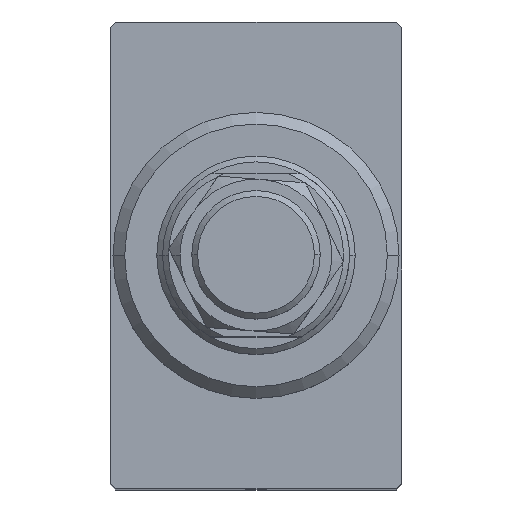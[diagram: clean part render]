
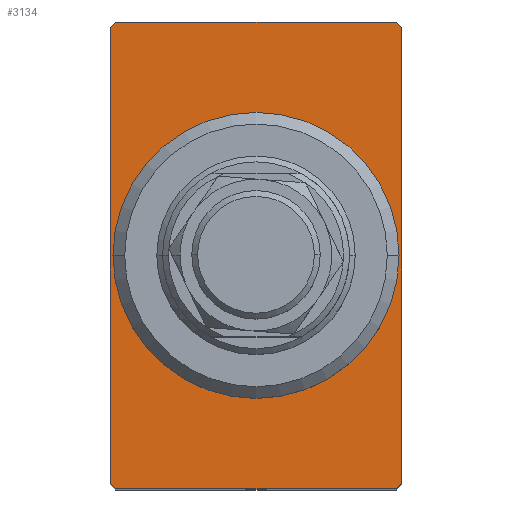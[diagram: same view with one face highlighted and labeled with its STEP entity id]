
A CAD part, top view. The second image highlights one B-rep face of the part: STEP entity #3134.
In plain terms, the highlighted planar face has unit normal (0, 0, 1).
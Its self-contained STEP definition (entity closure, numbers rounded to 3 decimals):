
#52 = VECTOR ( 'NONE', #3697, 1000. ) ;
#105 = VECTOR ( 'NONE', #4929, 1000. ) ;
#141 = VECTOR ( 'NONE', #1981, 1000. ) ;
#353 = EDGE_CURVE ( 'NONE', #3432, #2730, #5247, .T. ) ;
#355 = CARTESIAN_POINT ( 'NONE',  ( -12.5, -20., 50. ) ) ;
#649 = FACE_OUTER_BOUND ( 'NONE', #2177, .T. ) ;
#672 = CARTESIAN_POINT ( 'NONE',  ( 0., 0., 50. ) ) ;
#712 = LINE ( 'NONE', #1896, #2788 ) ;
#739 = EDGE_CURVE ( 'NONE', #1721, #3432, #2295, .T. ) ;
#889 = VERTEX_POINT ( 'NONE', #3009 ) ;
#935 = CARTESIAN_POINT ( 'NONE',  ( -16., -16., 50. ) ) ;
#1113 = EDGE_CURVE ( 'NONE', #2607, #2078, #712, .T. ) ;
#1232 = CARTESIAN_POINT ( 'NONE',  ( -12.5, -19.5, 50. ) ) ;
#1237 = LINE ( 'NONE', #355, #141 ) ;
#1268 = VECTOR ( 'NONE', #3872, 1000. ) ;
#1490 = DIRECTION ( 'NONE',  ( 0., 0., 1. ) ) ;
#1597 = VERTEX_POINT ( 'NONE', #3645 ) ;
#1721 = VERTEX_POINT ( 'NONE', #3702 ) ;
#1856 = ORIENTED_EDGE ( 'NONE', *, *, #5088, .T. ) ;
#1896 = CARTESIAN_POINT ( 'NONE',  ( -12.5, 20., 50. ) ) ;
#1921 = ORIENTED_EDGE ( 'NONE', *, *, #1113, .T. ) ;
#1981 = DIRECTION ( 'NONE',  ( 1., 0., 0. ) ) ;
#1995 = CARTESIAN_POINT ( 'NONE',  ( 16., 16., 50. ) ) ;
#2078 = VERTEX_POINT ( 'NONE', #3251 ) ;
#2177 = EDGE_LOOP ( 'NONE', ( #3839, #4880, #2939, #1856, #3779, #2538, #1921, #3380 ) ) ;
#2224 = VECTOR ( 'NONE', #3264, 1000. ) ;
#2295 = LINE ( 'NONE', #2831, #105 ) ;
#2341 = DIRECTION ( 'NONE',  ( -1., 0., 0. ) ) ;
#2368 = LINE ( 'NONE', #1995, #3234 ) ;
#2375 = LINE ( 'NONE', #5118, #1268 ) ;
#2538 = ORIENTED_EDGE ( 'NONE', *, *, #4155, .T. ) ;
#2607 = VERTEX_POINT ( 'NONE', #3729 ) ;
#2726 = VERTEX_POINT ( 'NONE', #5064 ) ;
#2730 = VERTEX_POINT ( 'NONE', #4129 ) ;
#2788 = VECTOR ( 'NONE', #2341, 1000. ) ;
#2831 = CARTESIAN_POINT ( 'NONE',  ( -12.5, 20., 50. ) ) ;
#2939 = ORIENTED_EDGE ( 'NONE', *, *, #3268, .T. ) ;
#3009 = CARTESIAN_POINT ( 'NONE',  ( 12., -20., 50. ) ) ;
#3134 = ADVANCED_FACE ( 'NONE', ( #649 ), #3988, .T. ) ;
#3234 = VECTOR ( 'NONE', #4932, 1000. ) ;
#3251 = CARTESIAN_POINT ( 'NONE',  ( -12., 20., 50. ) ) ;
#3264 = DIRECTION ( 'NONE',  ( -0.707, -0.707, 0. ) ) ;
#3268 = EDGE_CURVE ( 'NONE', #2730, #889, #1237, .T. ) ;
#3286 = CARTESIAN_POINT ( 'NONE',  ( 12.5, 20., 50. ) ) ;
#3360 = LINE ( 'NONE', #3286, #52 ) ;
#3380 = ORIENTED_EDGE ( 'NONE', *, *, #4131, .T. ) ;
#3432 = VERTEX_POINT ( 'NONE', #1232 ) ;
#3645 = CARTESIAN_POINT ( 'NONE',  ( 12.5, -19.5, 50. ) ) ;
#3697 = DIRECTION ( 'NONE',  ( 0., 1., 0. ) ) ;
#3702 = CARTESIAN_POINT ( 'NONE',  ( -12.5, 19.5, 50. ) ) ;
#3729 = CARTESIAN_POINT ( 'NONE',  ( 12., 20., 50. ) ) ;
#3779 = ORIENTED_EDGE ( 'NONE', *, *, #4134, .T. ) ;
#3839 = ORIENTED_EDGE ( 'NONE', *, *, #739, .T. ) ;
#3872 = DIRECTION ( 'NONE',  ( 0.707, 0.707, 0. ) ) ;
#3988 = PLANE ( 'NONE',  #4566 ) ;
#4094 = CARTESIAN_POINT ( 'NONE',  ( -16., 16., 50. ) ) ;
#4129 = CARTESIAN_POINT ( 'NONE',  ( -12., -20., 50. ) ) ;
#4131 = EDGE_CURVE ( 'NONE', #2078, #1721, #4472, .T. ) ;
#4134 = EDGE_CURVE ( 'NONE', #1597, #2726, #3360, .T. ) ;
#4155 = EDGE_CURVE ( 'NONE', #2726, #2607, #2368, .T. ) ;
#4257 = DIRECTION ( 'NONE',  ( 0.707, -0.707, 0. ) ) ;
#4421 = DIRECTION ( 'NONE',  ( 1., 0., 0. ) ) ;
#4472 = LINE ( 'NONE', #4094, #2224 ) ;
#4566 = AXIS2_PLACEMENT_3D ( 'NONE', #672, #1490, #4421 ) ;
#4880 = ORIENTED_EDGE ( 'NONE', *, *, #353, .T. ) ;
#4929 = DIRECTION ( 'NONE',  ( 0., -1., 0. ) ) ;
#4932 = DIRECTION ( 'NONE',  ( -0.707, 0.707, 0. ) ) ;
#5064 = CARTESIAN_POINT ( 'NONE',  ( 12.5, 19.5, 50. ) ) ;
#5088 = EDGE_CURVE ( 'NONE', #889, #1597, #2375, .T. ) ;
#5109 = VECTOR ( 'NONE', #4257, 1000. ) ;
#5118 = CARTESIAN_POINT ( 'NONE',  ( 16., -16., 50. ) ) ;
#5247 = LINE ( 'NONE', #935, #5109 ) ;
